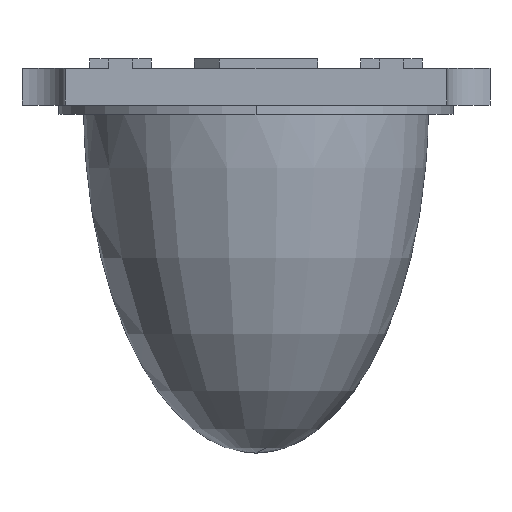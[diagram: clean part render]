
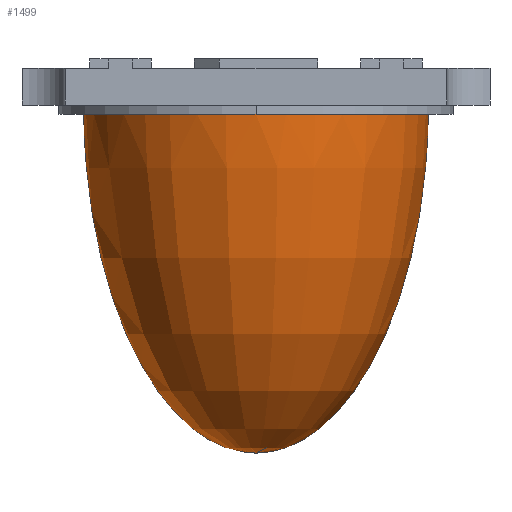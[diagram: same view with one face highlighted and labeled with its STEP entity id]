
A CAD part, front view. The second image highlights one B-rep face of the part: STEP entity #1499.
In plain terms, the highlighted face is a revolution surface.
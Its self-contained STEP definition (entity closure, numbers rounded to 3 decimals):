
#509=CARTESIAN_POINT('',(0.,0.,-0.075));
#510=DIRECTION('',(0.,0.,1.));
#511=DIRECTION('',(-1.,0.,0.));
#512=AXIS2_PLACEMENT_3D('',#509,#510,#511);
#519=CARTESIAN_POINT('',(-1.4,0.,-0.075));
#520=CARTESIAN_POINT('',(-1.397,0.,-0.257));
#521=CARTESIAN_POINT('',(-1.375,0.,-0.619));
#522=CARTESIAN_POINT('',(-1.29,0.,-1.14));
#523=CARTESIAN_POINT('',(-1.18,0.,-1.539));
#524=CARTESIAN_POINT('',(-1.07,0.,-1.827));
#525=CARTESIAN_POINT('',(-0.978,0.,-2.027));
#526=CARTESIAN_POINT('',(-0.877,0.,-2.208));
#527=CARTESIAN_POINT('',(-0.767,0.,-2.368));
#528=CARTESIAN_POINT('',(-0.651,0.,-2.506));
#529=CARTESIAN_POINT('',(-0.528,0.,-2.621));
#530=CARTESIAN_POINT('',(-0.4,0.,-2.712));
#531=CARTESIAN_POINT('',(-0.269,0.,-2.777));
#532=CARTESIAN_POINT('',(-0.135,0.,-2.816));
#533=CARTESIAN_POINT('',(-0.045,0.,-2.825));
#534=CARTESIAN_POINT('',(0.,0.,-2.825));
#536=CARTESIAN_POINT('',(1.4,0.,-0.075));
#537=CARTESIAN_POINT('',(1.397,0.,-0.257));
#538=CARTESIAN_POINT('',(1.375,0.,-0.619));
#539=CARTESIAN_POINT('',(1.29,0.,-1.14));
#540=CARTESIAN_POINT('',(1.18,0.,-1.539));
#541=CARTESIAN_POINT('',(1.07,0.,-1.827));
#542=CARTESIAN_POINT('',(0.978,0.,-2.027));
#543=CARTESIAN_POINT('',(0.877,0.,-2.208));
#544=CARTESIAN_POINT('',(0.767,0.,-2.368));
#545=CARTESIAN_POINT('',(0.651,0.,-2.506));
#546=CARTESIAN_POINT('',(0.528,0.,-2.621));
#547=CARTESIAN_POINT('',(0.4,0.,-2.712));
#548=CARTESIAN_POINT('',(0.269,0.,-2.777));
#549=CARTESIAN_POINT('',(0.135,0.,-2.816));
#550=CARTESIAN_POINT('',(0.045,0.,-2.825));
#551=CARTESIAN_POINT('',(0.,0.,-2.825));
#717=CARTESIAN_POINT('',(-1.4,0.,-0.075));
#718=CARTESIAN_POINT('',(1.4,0.,-0.075));
#719=VERTEX_POINT('',#717);
#720=VERTEX_POINT('',#718);
#721=VERTEX_POINT('',#551);
#1471=CARTESIAN_POINT('',(1.4,0.,0.012));
#1472=CARTESIAN_POINT('',(1.4,0.,-0.17));
#1473=CARTESIAN_POINT('',(1.384,0.,-0.517));
#1474=CARTESIAN_POINT('',(1.318,0.,-0.993));
#1475=CARTESIAN_POINT('',(1.215,0.,-1.43));
#1476=CARTESIAN_POINT('',(1.076,0.,-1.828));
#1477=CARTESIAN_POINT('',(0.929,0.,-2.127));
#1478=CARTESIAN_POINT('',(0.788,0.,-2.341));
#1479=CARTESIAN_POINT('',(0.669,0.,-2.488));
#1480=CARTESIAN_POINT('',(0.534,0.,-2.618));
#1481=CARTESIAN_POINT('',(0.405,0.,-2.708));
#1482=CARTESIAN_POINT('',(0.289,0.,-2.766));
#1483=CARTESIAN_POINT('',(0.192,0.,-2.801));
#1484=CARTESIAN_POINT('',(0.085,0.,-2.823));
#1485=CARTESIAN_POINT('',(0.002,0.,-2.826));
#1486=CARTESIAN_POINT('',(-0.043,0.,-2.824));
#1488=CARTESIAN_POINT('',(0.,0.,0.141));
#1489=DIRECTION('',(0.,0.,-1.));
#1490=AXIS1_PLACEMENT('',#1488,#1489);
#1491=SURFACE_OF_REVOLUTION('',#1487,#1490);
#1492=ORIENTED_EDGE('',*,*,#1464,.T.);
#1494=ORIENTED_EDGE('',*,*,#1493,.T.);
#1496=ORIENTED_EDGE('',*,*,#1495,.F.);
#1497=EDGE_LOOP('',(#1492,#1494,#1496));
#1498=FACE_OUTER_BOUND('',#1497,.F.);
#1499=ADVANCED_FACE('',(#1498),#1491,.T.);
#513=CIRCLE('',#512,1.4);
#535=B_SPLINE_CURVE_WITH_KNOTS('',3,(#519,#520,#521,#522,#523,#524,#525,#526,
#527,#528,#529,#530,#531,#532,#533,#534),.UNSPECIFIED.,.F.,.F.,(4,1,1,1,1,1,1,1,
1,1,1,1,1,4),(0.,0.125,0.25,0.375,0.438,0.5,0.563,0.625,
0.688,0.75,0.813,0.875,0.938,1.),.UNSPECIFIED.);
#552=B_SPLINE_CURVE_WITH_KNOTS('',3,(#536,#537,#538,#539,#540,#541,#542,#543,
#544,#545,#546,#547,#548,#549,#550,#551),.UNSPECIFIED.,.F.,.F.,(4,1,1,1,1,1,1,1,
1,1,1,1,1,4),(0.,0.125,0.25,0.375,0.438,0.5,0.563,0.625,
0.688,0.75,0.813,0.875,0.938,1.),.UNSPECIFIED.);
#1464=EDGE_CURVE('',#719,#720,#513,.T.);
#1487=B_SPLINE_CURVE_WITH_KNOTS('',3,(#1471,#1472,#1473,#1474,#1475,#1476,#1477,
#1478,#1479,#1480,#1481,#1482,#1483,#1484,#1485,#1486),.UNSPECIFIED.,.F.,.F.,(4,
1,1,1,1,1,1,1,1,1,1,1,1,4),(0.,0.125,0.25,0.375,0.5,0.625,0.688,
0.75,0.813,0.875,0.906,0.938,0.969,1.),.UNSPECIFIED.);
#1493=EDGE_CURVE('',#720,#721,#552,.T.);
#1495=EDGE_CURVE('',#719,#721,#535,.T.);
